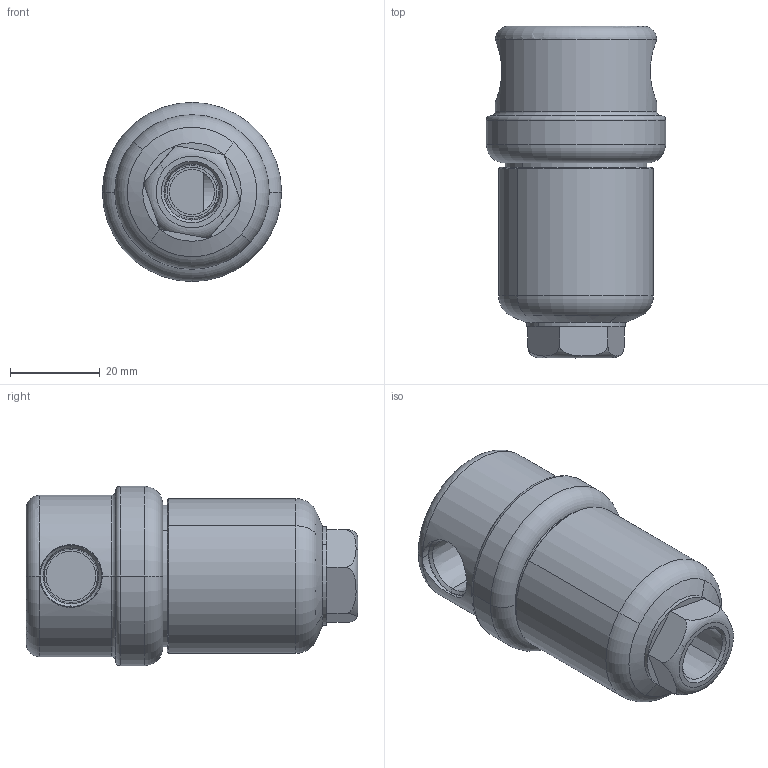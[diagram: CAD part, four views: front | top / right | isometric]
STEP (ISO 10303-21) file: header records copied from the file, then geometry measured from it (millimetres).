
FILE_DESCRIPTION (( 'STEP AP214' ), '1' );
FILE_NAME ('112 GA.STEP', '2016-08-22T05:54:34', ( '' ), ( '' ), 'SwSTEP 2.0', 'SolidWorks 2016', '' );
FILE_SCHEMA (( 'AUTOMOTIVE_DESIGN' ));
Length unit declared in the file: millimetre
Products named in the file (3): 112 GA; 112 Bowl; 112 Head
Assembly tree (2 placements, depth 2):
  112 GA
    112 Head
    112 Bowl
Bounding box: 40 x 74.05 x 40 mm (x, y, z)
Volume: 42897.3 mm3; surface area: 18677 mm2
Topology: 2 solids, 2 shells, 124 faces, 290 edges, 176 vertices
Faces by surface type: cylinder 36, plane 36, cone 26, torus 16, bspline 6, sphere 4
Entity records: 4487 total; most frequent: CARTESIAN_POINT 1413, DIRECTION 639, ORIENTED_EDGE 572, EDGE_CURVE 286, AXIS2_PLACEMENT_3D 260, VERTEX_POINT 176, EDGE_LOOP 138, CIRCLE 137
